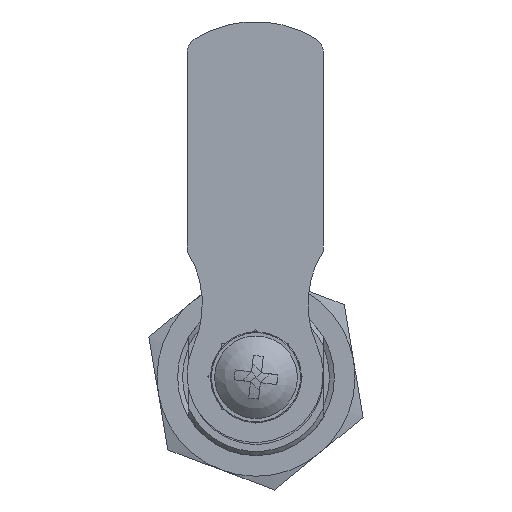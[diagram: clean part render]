
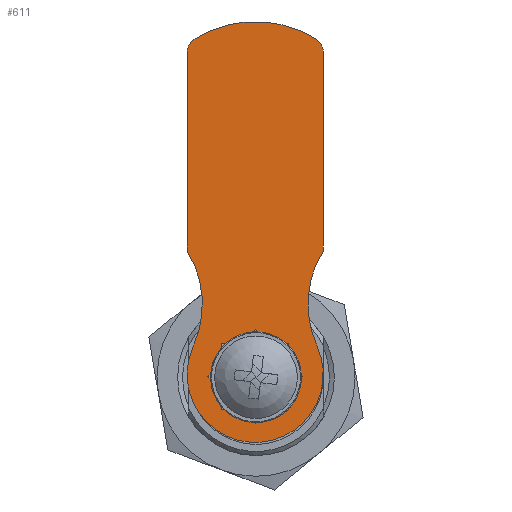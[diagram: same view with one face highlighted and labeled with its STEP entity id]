
A CAD part, front view. The second image highlights one B-rep face of the part: STEP entity #611.
In plain terms, the highlighted planar face has unit normal (0, -1, 0).
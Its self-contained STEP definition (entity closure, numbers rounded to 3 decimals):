
#611=ADVANCED_FACE('',(#1354,#1355),#1356,.T.);
#1354=FACE_BOUND('',#2573,.T.);
#1355=FACE_OUTER_BOUND('',#2574,.T.);
#1356=PLANE('',#2575);
#2573=EDGE_LOOP('',(#5594,#5595,#5596,#5597,#5598,#5599,#5600,#5601,#5602,#5603,#5604,#5605,#5606,#5607,#5608,#5609));
#2574=EDGE_LOOP('',(#5610,#5611,#5612,#5613,#5614,#5615,#5616,#5617));
#2575=AXIS2_PLACEMENT_3D('',#5618,#5619,#5620);
#5594=ORIENTED_EDGE('',*,*,#6597,.F.);
#5595=ORIENTED_EDGE('',*,*,#6538,.F.);
#5596=ORIENTED_EDGE('',*,*,#6591,.F.);
#5597=ORIENTED_EDGE('',*,*,#6598,.F.);
#5598=ORIENTED_EDGE('',*,*,#6599,.F.);
#5599=ORIENTED_EDGE('',*,*,#6592,.F.);
#5600=ORIENTED_EDGE('',*,*,#6596,.F.);
#5601=ORIENTED_EDGE('',*,*,#6600,.F.);
#5602=ORIENTED_EDGE('',*,*,#6601,.F.);
#5603=ORIENTED_EDGE('',*,*,#6553,.F.);
#5604=ORIENTED_EDGE('',*,*,#6548,.F.);
#5605=ORIENTED_EDGE('',*,*,#6602,.F.);
#5606=ORIENTED_EDGE('',*,*,#6603,.F.);
#5607=ORIENTED_EDGE('',*,*,#6550,.F.);
#5608=ORIENTED_EDGE('',*,*,#6544,.F.);
#5609=ORIENTED_EDGE('',*,*,#6604,.F.);
#5610=ORIENTED_EDGE('',*,*,#6584,.F.);
#5611=ORIENTED_EDGE('',*,*,#6558,.T.);
#5612=ORIENTED_EDGE('',*,*,#6581,.F.);
#5613=ORIENTED_EDGE('',*,*,#6562,.T.);
#5614=ORIENTED_EDGE('',*,*,#6582,.F.);
#5615=ORIENTED_EDGE('',*,*,#6605,.F.);
#5616=ORIENTED_EDGE('',*,*,#6588,.F.);
#5617=ORIENTED_EDGE('',*,*,#6587,.F.);
#5618=CARTESIAN_POINT('',(-18.683,-2.7,8.846));
#5619=DIRECTION('',(0.,-1.0,0.));
#5620=DIRECTION('',(0.,0.,1.0));
#6538=EDGE_CURVE('',#8033,#8034,#8035,.T.);
#6544=EDGE_CURVE('',#8044,#8046,#8047,.T.);
#6548=EDGE_CURVE('',#8052,#8054,#8055,.T.);
#6550=EDGE_CURVE('',#8046,#8057,#8058,.T.);
#6553=EDGE_CURVE('',#8054,#8062,#8063,.T.);
#6558=EDGE_CURVE('',#8072,#8070,#8073,.T.);
#6562=EDGE_CURVE('',#8080,#8078,#8081,.T.);
#6581=EDGE_CURVE('',#8080,#8070,#8112,.T.);
#6582=EDGE_CURVE('',#8113,#8078,#8114,.T.);
#6584=EDGE_CURVE('',#8072,#8116,#8117,.T.);
#6587=EDGE_CURVE('',#8116,#8119,#8121,.T.);
#6588=EDGE_CURVE('',#8119,#8122,#8123,.T.);
#6591=EDGE_CURVE('',#8125,#8033,#8127,.T.);
#6592=EDGE_CURVE('',#8128,#8129,#8130,.T.);
#6596=EDGE_CURVE('',#8133,#8128,#8135,.T.);
#6597=EDGE_CURVE('',#8034,#8136,#8137,.T.);
#6598=EDGE_CURVE('',#8138,#8125,#8139,.T.);
#6599=EDGE_CURVE('',#8129,#8138,#8140,.T.);
#6600=EDGE_CURVE('',#8141,#8133,#8142,.T.);
#6601=EDGE_CURVE('',#8062,#8141,#8143,.T.);
#6602=EDGE_CURVE('',#8144,#8052,#8145,.T.);
#6603=EDGE_CURVE('',#8057,#8144,#8146,.T.);
#6604=EDGE_CURVE('',#8136,#8044,#8147,.T.);
#6605=EDGE_CURVE('',#8122,#8113,#8148,.T.);
#8033=VERTEX_POINT('',#10986);
#8034=VERTEX_POINT('',#10987);
#8035=LINE('',#10988,#10989);
#8044=VERTEX_POINT('',#11002);
#8046=VERTEX_POINT('',#11005);
#8047=LINE('',#11006,#11007);
#8052=VERTEX_POINT('',#11014);
#8054=VERTEX_POINT('',#11017);
#8055=LINE('',#11018,#11019);
#8057=VERTEX_POINT('',#11022);
#8058=LINE('',#11023,#11024);
#8062=VERTEX_POINT('',#11030);
#8063=LINE('',#11031,#11032);
#8070=VERTEX_POINT('',#11041);
#8072=VERTEX_POINT('',#11044);
#8073=CIRCLE('',#11045,2.);
#8078=VERTEX_POINT('',#11051);
#8080=VERTEX_POINT('',#11054);
#8081=CIRCLE('',#11055,2.);
#8112=CIRCLE('',#11100,14.);
#8113=VERTEX_POINT('',#11101);
#8114=LINE('',#11102,#11103);
#8116=VERTEX_POINT('',#11106);
#8117=LINE('',#11107,#11108);
#8119=VERTEX_POINT('',#11111);
#8121=CIRCLE('',#11114,12.183);
#8122=VERTEX_POINT('',#11115);
#8123=CIRCLE('',#11116,8.25);
#8125=VERTEX_POINT('',#11119);
#8127=LINE('',#11122,#11123);
#8128=VERTEX_POINT('',#11124);
#8129=VERTEX_POINT('',#11125);
#8130=LINE('',#11126,#11127);
#8133=VERTEX_POINT('',#11132);
#8135=LINE('',#11135,#11136);
#8136=VERTEX_POINT('',#11137);
#8137=LINE('',#11138,#11139);
#8138=VERTEX_POINT('',#11140);
#8139=LINE('',#11141,#11142);
#8140=LINE('',#11143,#11144);
#8141=VERTEX_POINT('',#11145);
#8142=LINE('',#11146,#11147);
#8143=LINE('',#11148,#11149);
#8144=VERTEX_POINT('',#11150);
#8145=LINE('',#11151,#11152);
#8146=LINE('',#11153,#11154);
#8147=LINE('',#11155,#11156);
#8148=CIRCLE('',#11157,12.183);
#10986=CARTESIAN_POINT('',(3.95,-2.7,-3.95));
#10987=CARTESIAN_POINT('',(3.95,-2.7,-1.578));
#10988=CARTESIAN_POINT('',(3.95,-2.7,-3.95));
#10989=VECTOR('',#12288,1.0);
#11002=CARTESIAN_POINT('',(3.95,-2.7,1.778));
#11005=CARTESIAN_POINT('',(3.95,-2.7,4.15));
#11006=CARTESIAN_POINT('',(3.95,-2.7,-3.95));
#11007=VECTOR('',#12294,1.0);
#11014=CARTESIAN_POINT('',(-1.778,-2.7,4.15));
#11017=CARTESIAN_POINT('',(-4.15,-2.7,4.15));
#11018=CARTESIAN_POINT('',(3.95,-2.7,4.15));
#11019=VECTOR('',#12298,1.0);
#11022=CARTESIAN_POINT('',(1.578,-2.7,4.15));
#11023=CARTESIAN_POINT('',(3.95,-2.7,4.15));
#11024=VECTOR('',#12300,1.0);
#11030=CARTESIAN_POINT('',(-4.15,-2.7,1.778));
#11031=CARTESIAN_POINT('',(-4.15,-2.7,4.15));
#11032=VECTOR('',#12303,1.0);
#11041=CARTESIAN_POINT('',(7.192,-2.7,41.051));
#11044=CARTESIAN_POINT('',(8.15,-2.7,39.344));
#11045=AXIS2_PLACEMENT_3D('',#12310,#12311,#12312);
#11051=CARTESIAN_POINT('',(-8.35,-2.7,39.344));
#11054=CARTESIAN_POINT('',(-7.392,-2.7,41.051));
#11055=AXIS2_PLACEMENT_3D('',#12318,#12319,#12320);
#11100=AXIS2_PLACEMENT_3D('',#12347,#12348,#12349);
#11101=CARTESIAN_POINT('',(-8.35,-2.7,15.3));
#11102=CARTESIAN_POINT('',(-8.35,-2.7,15.3));
#11103=VECTOR('',#12350,1.0);
#11106=CARTESIAN_POINT('',(8.15,-2.7,15.3));
#11107=CARTESIAN_POINT('',(8.15,-2.7,40.411));
#11108=VECTOR('',#12352,1.0);
#11111=CARTESIAN_POINT('',(7.403,-2.7,3.78));
#11114=AXIS2_PLACEMENT_3D('',#12355,#12356,#12357);
#11115=CARTESIAN_POINT('',(-7.603,-2.7,3.78));
#11116=AXIS2_PLACEMENT_3D('',#12358,#12359,#12360);
#11119=CARTESIAN_POINT('',(1.578,-2.7,-3.95));
#11122=CARTESIAN_POINT('',(-4.15,-2.7,-3.95));
#11123=VECTOR('',#12363,1.0);
#11124=CARTESIAN_POINT('',(-4.15,-2.7,-3.95));
#11125=CARTESIAN_POINT('',(-1.778,-2.7,-3.95));
#11126=CARTESIAN_POINT('',(-4.15,-2.7,-3.95));
#11127=VECTOR('',#12364,1.0);
#11132=CARTESIAN_POINT('',(-4.15,-2.7,-1.578));
#11135=CARTESIAN_POINT('',(-4.15,-2.7,4.15));
#11136=VECTOR('',#12368,1.0);
#11137=CARTESIAN_POINT('',(5.628,-2.7,0.1));
#11138=CARTESIAN_POINT('',(-0.1,-2.7,-5.628));
#11139=VECTOR('',#12369,1.0);
#11140=CARTESIAN_POINT('',(-0.1,-2.7,-5.628));
#11141=CARTESIAN_POINT('',(-0.1,-2.7,-5.628));
#11142=VECTOR('',#12370,1.0);
#11143=CARTESIAN_POINT('',(-5.828,-2.7,0.1));
#11144=VECTOR('',#12371,1.0);
#11145=CARTESIAN_POINT('',(-5.828,-2.7,0.1));
#11146=CARTESIAN_POINT('',(-5.828,-2.7,0.1));
#11147=VECTOR('',#12372,1.0);
#11148=CARTESIAN_POINT('',(-0.1,-2.7,5.828));
#11149=VECTOR('',#12373,1.0);
#11150=CARTESIAN_POINT('',(-0.1,-2.7,5.828));
#11151=CARTESIAN_POINT('',(-0.1,-2.7,5.828));
#11152=VECTOR('',#12374,1.0);
#11153=CARTESIAN_POINT('',(5.628,-2.7,0.1));
#11154=VECTOR('',#12375,1.0);
#11155=CARTESIAN_POINT('',(5.628,-2.7,0.1));
#11156=VECTOR('',#12376,1.0);
#11157=AXIS2_PLACEMENT_3D('',#12377,#12378,#12379);
#12288=DIRECTION('',(0.,0.,1.0));
#12294=DIRECTION('',(0.,0.,1.0));
#12298=DIRECTION('',(-1.0,0.,0.));
#12300=DIRECTION('',(-1.0,0.,0.));
#12303=DIRECTION('',(0.,0.,-1.0));
#12310=CARTESIAN_POINT('',(6.15,-2.7,39.344));
#12311=DIRECTION('',(0.,-1.0,0.));
#12312=DIRECTION('',(0.,0.,1.0));
#12318=CARTESIAN_POINT('',(-6.35,-2.7,39.344));
#12319=DIRECTION('',(0.,-1.0,0.));
#12320=DIRECTION('',(0.,0.,1.0));
#12347=CARTESIAN_POINT('',(-0.1,-2.7,29.1));
#12348=DIRECTION('',(0.,1.0,0.));
#12349=DIRECTION('',(0.,0.,1.0));
#12350=DIRECTION('',(0.,0.,1.0));
#12352=DIRECTION('',(0.,0.,-1.0));
#12355=CARTESIAN_POINT('',(18.483,-2.7,8.846));
#12356=DIRECTION('',(0.,-1.0,0.));
#12357=DIRECTION('',(0.,0.,1.0));
#12358=CARTESIAN_POINT('',(-0.1,-2.7,0.35));
#12359=DIRECTION('',(0.,1.0,0.));
#12360=DIRECTION('',(0.,0.,1.0));
#12363=DIRECTION('',(1.0,0.,0.));
#12364=DIRECTION('',(1.0,0.,0.));
#12368=DIRECTION('',(0.,0.,-1.0));
#12369=DIRECTION('',(0.707,0.,0.707));
#12370=DIRECTION('',(0.707,0.,0.707));
#12371=DIRECTION('',(0.707,0.,-0.707));
#12372=DIRECTION('',(0.707,0.,-0.707));
#12373=DIRECTION('',(-0.707,0.,-0.707));
#12374=DIRECTION('',(-0.707,0.,-0.707));
#12375=DIRECTION('',(-0.707,0.,0.707));
#12376=DIRECTION('',(-0.707,0.,0.707));
#12377=CARTESIAN_POINT('',(-18.683,-2.7,8.846));
#12378=DIRECTION('',(0.,-1.0,0.));
#12379=DIRECTION('',(0.,0.,1.0));
